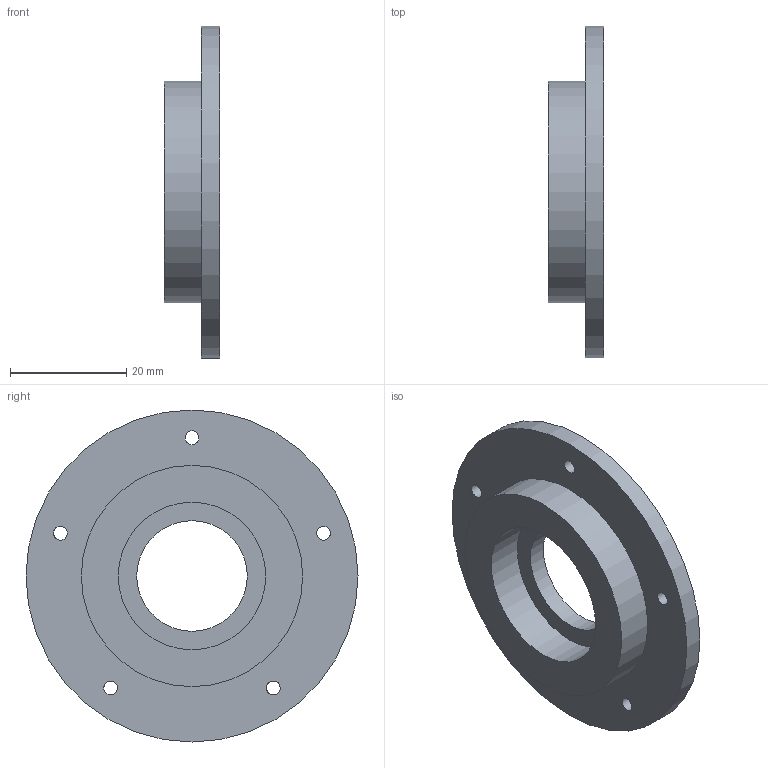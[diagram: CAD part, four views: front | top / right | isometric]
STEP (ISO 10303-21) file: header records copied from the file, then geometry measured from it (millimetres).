
FILE_DESCRIPTION(/* description */ ('STEP AP214'),/* implementation_level */ '2;1');
FILE_NAME(/* name */ '6252686aecdeb77adb8bc8b7',/* time_stamp */ '2022-04-10T05:17:30+00:00',/* author */ (''),/* organization */ (''),/* preprocessor_version */ 'ST-DEVELOPER v18.101',/* originating_system */ ' ',/* authorisation */ ' ');
FILE_SCHEMA (('AUTOMOTIVE_DESIGN {1 0 10303 214 3 1 1}'));
Length unit declared in the file: metre
Products named in the file (1): Part 374
Bounding box: 9.53 x 57.15 x 57.15 mm (x, y, z)
Volume: 11190.9 mm3; surface area: 6661.4 mm2
Topology: 1 solids, 1 shells, 13 faces, 31 edges, 22 vertices
Faces by surface type: cylinder 9, plane 4
Full cylindrical faces by diameter (mm): 2.381 x5, 19.05 x1, 25.4 x1, 38.1 x1, 57.15 x1
Entity records: 368 total; most frequent: DIRECTION 64, CARTESIAN_POINT 50, ORIENTED_EDGE 36, EDGE_LOOP 36, FACE_BOUND 36, AXIS2_PLACEMENT_3D 32, EDGE_CURVE 18, VERTEX_POINT 18
